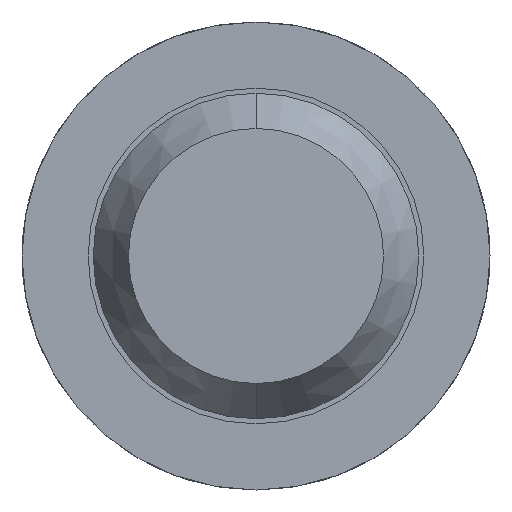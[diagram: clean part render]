
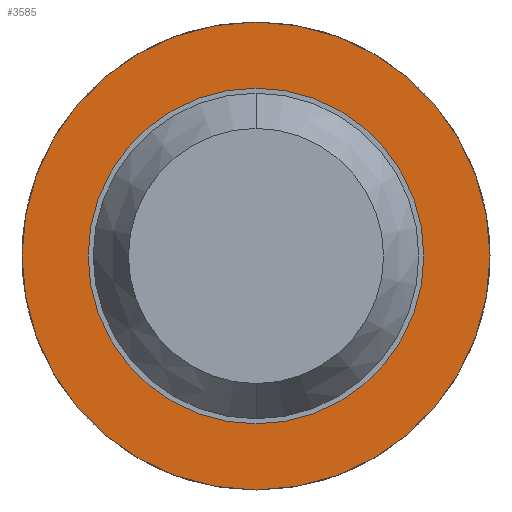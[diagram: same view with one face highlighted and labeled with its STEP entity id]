
A CAD part, front view. The second image highlights one B-rep face of the part: STEP entity #3585.
In plain terms, the highlighted planar face has unit normal (0, -1, 0).
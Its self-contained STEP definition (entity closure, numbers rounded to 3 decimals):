
#15 = EDGE_CURVE ( 'Defeature ausgef�hrt2_10+Defeature ausgef�hrt2_14+Defeature ausgef�hrt2_14+Defeature ausgef�hrt2_14', #3499, #2676, #1330, .T. ) ;
#99 = DIRECTION ( 'NONE',  ( 0., 0., 1. ) ) ;
#160 = DIRECTION ( 'NONE',  ( 0., 1., 0. ) ) ;
#172 = ORIENTED_EDGE ( 'NONE', *, *, #2457, .T. ) ;
#220 = CARTESIAN_POINT ( 'NONE',  ( 0., -1.7, 1.15 ) ) ;
#259 = FACE_BOUND ( 'NONE', #1951, .T. ) ;
#496 = DIRECTION ( 'NONE',  ( 0., 0., 1. ) ) ;
#617 = CARTESIAN_POINT ( 'NONE',  ( 0.825, -1.7, 0. ) ) ;
#851 = AXIS2_PLACEMENT_3D ( 'NONE', #2956, #160, #99 ) ;
#1012 = CARTESIAN_POINT ( 'NONE',  ( 0., -1.7, 0.825 ) ) ;
#1057 = CIRCLE ( 'NONE', #851, 0.825 ) ;
#1086 = AXIS2_PLACEMENT_3D ( 'NONE', #2749, #3362, #496 ) ;
#1131 = AXIS2_PLACEMENT_3D ( 'NONE', #2111, #2145, #2756 ) ;
#1330 = CIRCLE ( 'NONE', #1131, 1.15 ) ;
#1367 = ORIENTED_EDGE ( 'NONE', *, *, #3861, .F. ) ;
#1561 = ORIENTED_EDGE ( 'NONE', *, *, #15, .F. ) ;
#1588 = DIRECTION ( 'NONE',  ( 0., 1., 0. ) ) ;
#1614 = AXIS2_PLACEMENT_3D ( 'NONE', #617, #1588, #2119 ) ;
#1733 = ORIENTED_EDGE ( 'NONE', *, *, #4043, .T. ) ;
#1951 = EDGE_LOOP ( 'NONE', ( #1733, #172 ) ) ;
#2071 = CIRCLE ( 'NONE', #2537, 0.825 ) ;
#2111 = CARTESIAN_POINT ( 'NONE',  ( 0., -1.7, 0. ) ) ;
#2119 = DIRECTION ( 'NONE',  ( 0., 0., 1. ) ) ;
#2145 = DIRECTION ( 'NONE',  ( 0., 1., 0. ) ) ;
#2332 = VERTEX_POINT ( 'NONE', #1012 ) ;
#2449 = VERTEX_POINT ( 'NONE', #2893 ) ;
#2457 = EDGE_CURVE ( 'Defeature ausgef�hrt2_14+Defeature ausgef�hrt2_13+Defeature ausgef�hrt2_13+Defeature ausgef�hrt2_13', #2449, #2332, #1057, .T. ) ;
#2466 = FACE_OUTER_BOUND ( 'NONE', #2683, .T. ) ;
#2537 = AXIS2_PLACEMENT_3D ( 'NONE', #2926, #3875, #3598 ) ;
#2676 = VERTEX_POINT ( 'NONE', #220 ) ;
#2683 = EDGE_LOOP ( 'NONE', ( #1367, #1561 ) ) ;
#2749 = CARTESIAN_POINT ( 'NONE',  ( 0., -1.7, 0. ) ) ;
#2756 = DIRECTION ( 'NONE',  ( 0., 0., 1. ) ) ;
#2893 = CARTESIAN_POINT ( 'NONE',  ( 0., -1.7, -0.825 ) ) ;
#2926 = CARTESIAN_POINT ( 'NONE',  ( 0., -1.7, 0. ) ) ;
#2956 = CARTESIAN_POINT ( 'NONE',  ( 0., -1.7, 0. ) ) ;
#3205 = CIRCLE ( 'NONE', #1086, 1.15 ) ;
#3362 = DIRECTION ( 'NONE',  ( 0., 1., 0. ) ) ;
#3499 = VERTEX_POINT ( 'NONE', #4098 ) ;
#3585 = ADVANCED_FACE ( 'Defeature ausgef�hrt2_14', ( #2466, #259 ), #3810, .F. ) ;
#3598 = DIRECTION ( 'NONE',  ( 0., 0., 1. ) ) ;
#3810 = PLANE ( 'NONE',  #1614 ) ;
#3861 = EDGE_CURVE ( 'Defeature ausgef�hrt2_10+Defeature ausgef�hrt2_14+Defeature ausgef�hrt2_14+Defeature ausgef�hrt2_14', #2676, #3499, #3205, .T. ) ;
#3875 = DIRECTION ( 'NONE',  ( 0., 1., 0. ) ) ;
#4043 = EDGE_CURVE ( 'Defeature ausgef�hrt2_14+Defeature ausgef�hrt2_13+Defeature ausgef�hrt2_13+Defeature ausgef�hrt2_13', #2332, #2449, #2071, .T. ) ;
#4098 = CARTESIAN_POINT ( 'NONE',  ( 0., -1.7, -1.15 ) ) ;
